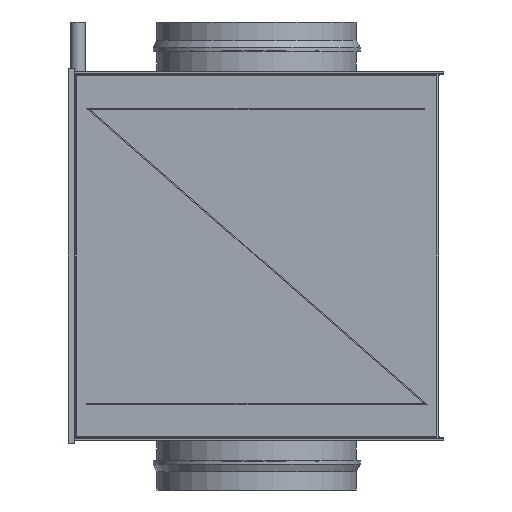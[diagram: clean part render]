
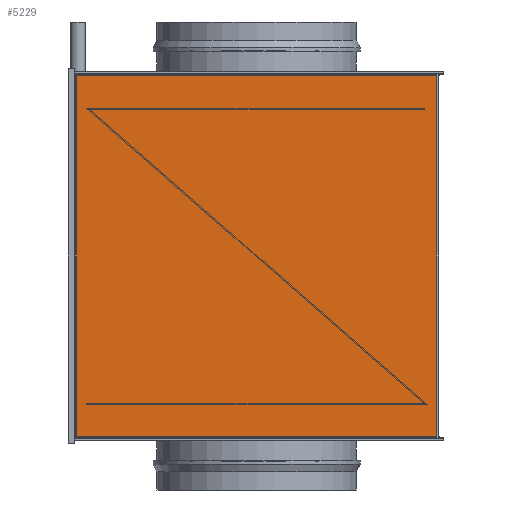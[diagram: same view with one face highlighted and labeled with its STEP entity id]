
A CAD part, front view. The second image highlights one B-rep face of the part: STEP entity #5229.
In plain terms, the highlighted planar face has unit normal (0, -1, 0).
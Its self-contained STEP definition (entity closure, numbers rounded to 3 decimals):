
#159 = ORIENTED_EDGE ( 'NONE', *, *, #160, .F. ) ;
#160 = EDGE_CURVE ( 'NONE', #5224, #5188, #1978, .T. ) ;
#1975 = DIRECTION ( 'NONE',  ( 1., 0., 0. ) ) ;
#1976 = VECTOR ( 'NONE', #1975, 1000. ) ;
#1977 = CARTESIAN_POINT ( 'NONE',  ( -148., 0., 146.263 ) ) ;
#1978 = LINE ( 'NONE', #1977, #1976 ) ;
#4167 = CARTESIAN_POINT ( 'NONE',  ( 146.263, 0., 146.263 ) ) ;
#4980 = DIRECTION ( 'NONE',  ( 0., 0., 1. ) ) ;
#4981 = VECTOR ( 'NONE', #4980, 1000. ) ;
#4982 = CARTESIAN_POINT ( 'NONE',  ( 146.263, 0., -148. ) ) ;
#4983 = LINE ( 'NONE', #4982, #4981 ) ;
#5023 = DIRECTION ( 'NONE',  ( 0., 0., 1. ) ) ;
#5024 = DIRECTION ( 'NONE',  ( 0., 1., 0. ) ) ;
#5025 = CARTESIAN_POINT ( 'NONE',  ( 148., 0., 148. ) ) ;
#5026 = AXIS2_PLACEMENT_3D ( 'NONE', #5025, #5024, #5023 ) ;
#5027 = PLANE ( 'NONE',  #5026 ) ;
#5029 = FACE_OUTER_BOUND ( 'NONE', #5225, .T. ) ;
#5034 = DIRECTION ( 'NONE',  ( 0., 0., 1. ) ) ;
#5035 = VECTOR ( 'NONE', #5034, 1000. ) ;
#5036 = CARTESIAN_POINT ( 'NONE',  ( -146.263, 0., -146.263 ) ) ;
#5037 = LINE ( 'NONE', #5036, #5035 ) ;
#5038 = CARTESIAN_POINT ( 'NONE',  ( -146.263, 0., 146.263 ) ) ;
#5039 = CARTESIAN_POINT ( 'NONE',  ( -146.263, 0., -146.263 ) ) ;
#5040 = DIRECTION ( 'NONE',  ( -1., 0., 0. ) ) ;
#5041 = VECTOR ( 'NONE', #5040, 1000. ) ;
#5042 = CARTESIAN_POINT ( 'NONE',  ( 146.263, 0., -146.263 ) ) ;
#5043 = LINE ( 'NONE', #5042, #5041 ) ;
#5044 = CARTESIAN_POINT ( 'NONE',  ( 146.263, 0., -146.263 ) ) ;
#5188 = VERTEX_POINT ( 'NONE', #4167 ) ;
#5218 = ORIENTED_EDGE ( 'NONE', *, *, #5219, .T. ) ;
#5219 = EDGE_CURVE ( 'NONE', #5220, #5188, #4983, .T. ) ;
#5220 = VERTEX_POINT ( 'NONE', #5044 ) ;
#5221 = ORIENTED_EDGE ( 'NONE', *, *, #5222, .F. ) ;
#5222 = EDGE_CURVE ( 'NONE', #5220, #5223, #5043, .T. ) ;
#5223 = VERTEX_POINT ( 'NONE', #5039 ) ;
#5224 = VERTEX_POINT ( 'NONE', #5038 ) ;
#5225 = EDGE_LOOP ( 'NONE', ( #5227, #5221, #5218, #159 ) ) ;
#5226 = EDGE_CURVE ( 'NONE', #5223, #5224, #5037, .T. ) ;
#5227 = ORIENTED_EDGE ( 'NONE', *, *, #5226, .F. ) ;
#5229 = ADVANCED_FACE ( 'NONE', ( #5029 ), #5027, .F. ) ;
